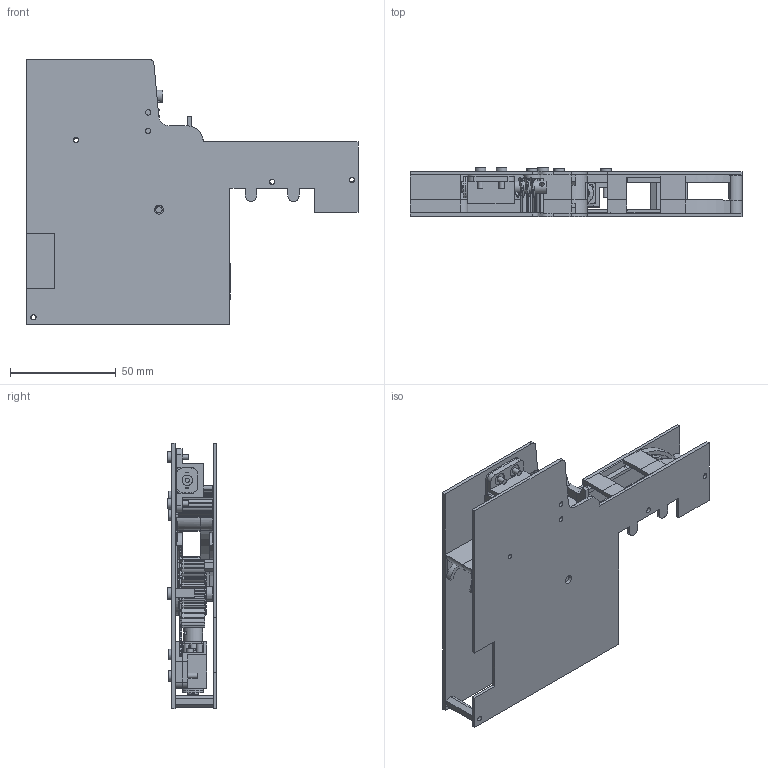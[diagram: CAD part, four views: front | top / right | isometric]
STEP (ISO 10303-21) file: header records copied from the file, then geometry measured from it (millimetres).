
FILE_DESCRIPTION(/* description */ ('STEP AP214'),/* implementation_level */ '2;1');
FILE_NAME(/* name */ '600723aaad21a81607ab2abe',/* time_stamp */ '2021-01-19T18:23:41+00:00',/* author */ (''),/* organization */ (''),/* preprocessor_version */ 'ST-DEVELOPER v18.1',/* originating_system */ ' ',/* authorisation */ ' ');
FILE_SCHEMA (('AUTOMOTIVE_DESIGN {1 0 10303 214 3 1 1}'));
Length unit declared in the file: metre
Products named in the file (41): 16mm; Pin2.5; Motor STEP; tape_bot; Pin2.5_12; Gear30; thick_sproc_bot; tape_top; Encoder; WormGear30; Sprocket_45; Pin1; 16mm_Spacer; Pin2.5_16; B-Wall_16mm; TapeGearSpacer; TapeWorm; thick_sproc_top_C; 15mm Spacer Round; Brazo STEP; TG_11_16mm; B-PCB; F_PCB_2; Distance_16; TG_10_16mm; F-Wall_16mm
Assembly tree (64 placements, depth 2):
  16mm
    Pin2.5  x4
    Motor STEP  x2
    tape_bot
    Motor STEP  x2
    Pin2.5_12  x3
    Gear30
    thick_sproc_bot
    Motor STEP  x2
    Motor STEP  x2
    tape_top
    Motor STEP  x2
    Encoder
    Motor STEP  x2
    WormGear30
    Sprocket_45
    Pin1
    16mm_Spacer  x2
    Pin2.5_16  x2
    B-Wall_16mm
    TapeGearSpacer
    Motor STEP  x2
    Motor STEP  x2
    Motor STEP  x2
    Motor STEP  x2
    Motor STEP  x2
    TapeWorm
    thick_sproc_top_C
    Motor STEP  x2
    Motor STEP  x2
    15mm Spacer Round
    Motor STEP  x2
    Brazo STEP  x2
    TG_11_16mm
    Motor STEP  x2
    Brazo STEP  x2
    B-PCB
    F_PCB_2
    Distance_16
    TG_10_16mm
    F-Wall_16mm
Bounding box: 156.63 x 23.2 x 125.2 mm (x, y, z)
Volume: 76485.8 mm3; surface area: 93430.3 mm2
Topology: 64 solids, 64 shells, 1497 faces, 3950 edges, 2627 vertices
Faces by surface type: plane 973, cylinder 418, bspline 103, torus 3
Full cylindrical faces by diameter (mm): 0.3 x90, 0.4 x8, 1 x10, 1.5 x3, 2 x12, 2.2 x11, 2.5 x33, 2.6 x4, 2.9 x1, 3 x18, 3.071 x2, 3.708 x2, 3.9 x2, 4 x4, 4.2 x2, 4.4 x1, 4.708 x2, 5 x13, 5.5 x1, 5.8 x4, 5.9 x7, 6 x2, 6.2 x2, 7 x1, 9 x1, 20 x2
Entity records: 44855 total; most frequent: CARTESIAN_POINT 10971, ORIENTED_EDGE 6722, DIRECTION 6412, EDGE_CURVE 3361, LINE 2392, VECTOR 2392, VERTEX_POINT 2360, AXIS2_PLACEMENT_3D 2010
